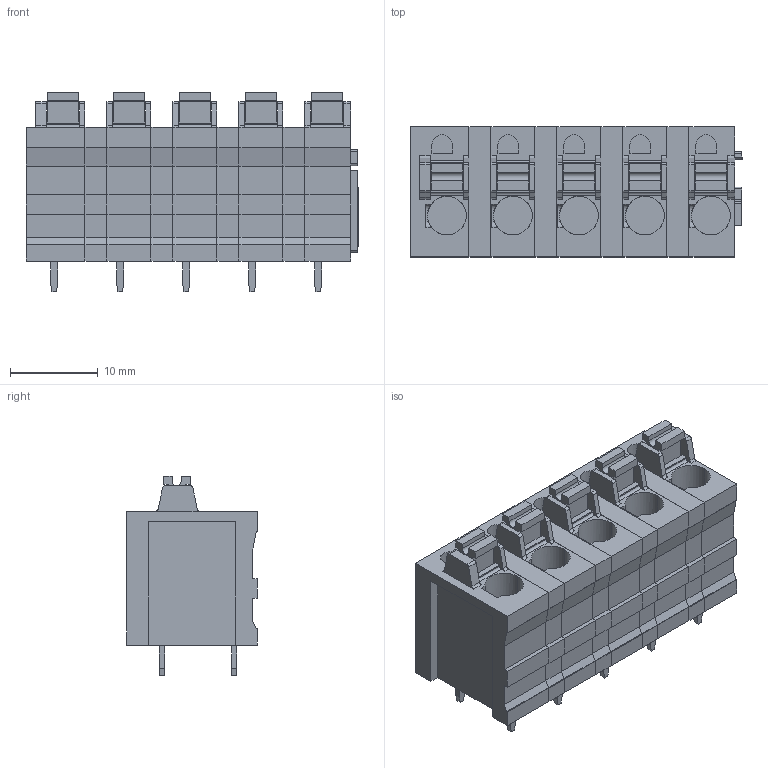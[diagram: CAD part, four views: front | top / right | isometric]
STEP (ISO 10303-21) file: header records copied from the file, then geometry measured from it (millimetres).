
FILE_DESCRIPTION(('CATIA V5 STEP Exchange','CAx-IF Rec.Pracs.--- Model Styling and Organization---1.4--- 2014-01-23'),'2;1');
FILE_NAME ('1296377-1_0', '2022-05-31T06:24:56+00:00', ('none'), ('Weidmueller'), 'CATIA Version 5-6 Release 2016 SP3 HF44', 'CATIA V5 STEP AP214', 'none');
FILE_SCHEMA(('AUTOMOTIVE_DESIGN { 1 0 10303 214 1 1 1 1 }'));
Length unit declared in the file: millimetre
Products named in the file (1): 2774570000
Bounding box: 37.73 x 14.8 x 22.7 mm (x, y, z)
Volume: 7756.8 mm3; surface area: 7843.6 mm2
Topology: 24 solids, 24 shells, 547 faces, 1458 edges, 972 vertices
Faces by surface type: plane 437, cylinder 110
Entity records: 16811 total; most frequent: CARTESIAN_POINT 3356, ORIENTED_EDGE 2916, DIRECTION 2393, EDGE_CURVE 1458, VECTOR 1228, LINE 1228, VERTEX_POINT 972, AXIS2_PLACEMENT_3D 676
